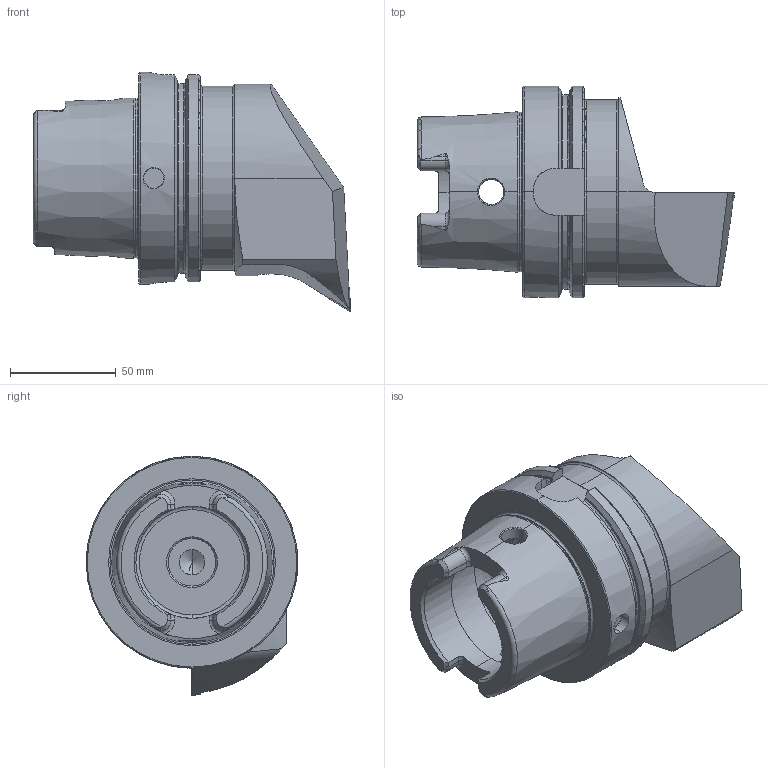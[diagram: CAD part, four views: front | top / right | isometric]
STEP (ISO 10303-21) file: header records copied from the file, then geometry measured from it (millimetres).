
FILE_DESCRIPTION (( 'STEP AP203' ), '1' );
FILE_NAME ('HA0.KDB.RUA.100.STEP', '2013-04-30T12:29:08', ( 'baer' ), ( 'Hewlett-Packard Company' ), 'SwSTEP 2.0', 'SolidWorks 2012', '' );
FILE_SCHEMA (( 'CONFIG_CONTROL_DESIGN' ));
Length unit declared in the file: millimetre
Products named in the file (5): HA0.KDB.RUA.100; KVT_MB_600_050; WCB-ER2.001.009_A; DCMT11T304; HA0-KDB.RUA.100_C_Fertigbearbeitung
Assembly tree (4 placements, depth 2):
  HA0.KDB.RUA.100
    HA0-KDB.RUA.100_C_Fertigbearbeitung
    DCMT11T304
    WCB-ER2.001.009_A
    KVT_MB_600_050
Bounding box: 149.9 x 100 x 113 mm (x, y, z)
Volume: 522628.1 mm3; surface area: 67846.5 mm2
Topology: 5 solids, 5 shells, 309 faces, 788 edges, 481 vertices
Faces by surface type: cylinder 91, cone 78, plane 75, torus 41, bspline 20, sphere 4
Entity records: 11620 total; most frequent: CARTESIAN_POINT 4025, ORIENTED_EDGE 1546, DIRECTION 1425, EDGE_CURVE 773, AXIS2_PLACEMENT_3D 572, VERTEX_POINT 478, EDGE_LOOP 323, ADVANCED_FACE 309
